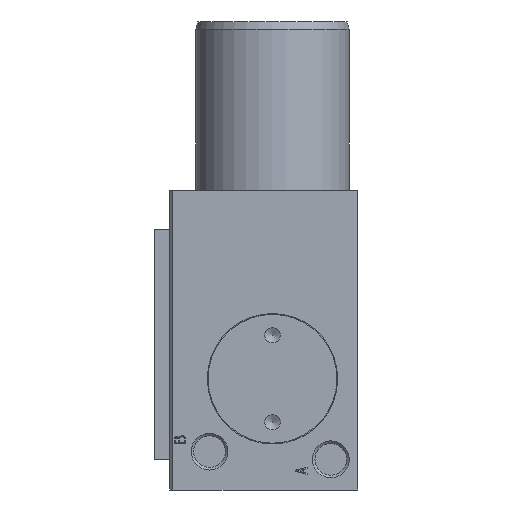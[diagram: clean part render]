
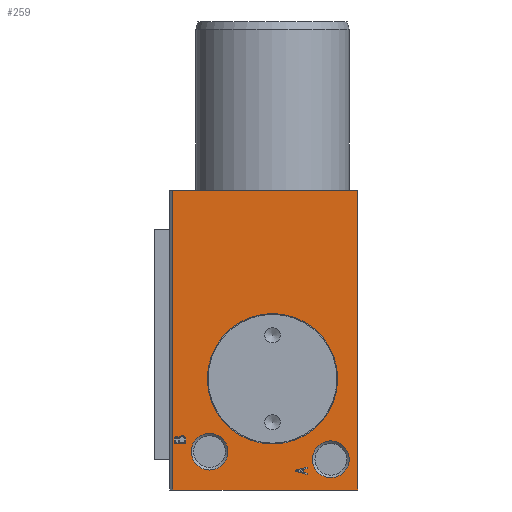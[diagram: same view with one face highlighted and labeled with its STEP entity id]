
A CAD part, left-side view. The second image highlights one B-rep face of the part: STEP entity #259.
In plain terms, the highlighted face is planar.
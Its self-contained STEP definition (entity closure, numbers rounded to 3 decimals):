
#259 = ADVANCED_FACE( '', ( #434, #435, #436, #437, #438, #439 ), #440, .F. );
#434 = FACE_BOUND( '', #870, .T. );
#435 = FACE_BOUND( '', #871, .T. );
#436 = FACE_BOUND( '', #872, .T. );
#437 = FACE_OUTER_BOUND( '', #873, .T. );
#438 = FACE_BOUND( '', #874, .T. );
#439 = FACE_BOUND( '', #875, .T. );
#440 = PLANE( '', #876 );
#870 = EDGE_LOOP( '', ( #1335, #1336, #1337, #1338, #1339 ) );
#871 = EDGE_LOOP( '', ( #1340 ) );
#872 = EDGE_LOOP( '', ( #1341 ) );
#873 = EDGE_LOOP( '', ( #1342, #1343, #1344, #1345 ) );
#874 = EDGE_LOOP( '', ( #1346 ) );
#875 = EDGE_LOOP( '', ( #1347, #1348, #1349, #1350, #1351, #1352, #1353, #1354 ) );
#876 = AXIS2_PLACEMENT_3D( '', #1355, #1356, #1357 );
#1335 = ORIENTED_EDGE( '', *, *, #2465, .F. );
#1336 = ORIENTED_EDGE( '', *, *, #2466, .F. );
#1337 = ORIENTED_EDGE( '', *, *, #2467, .F. );
#1338 = ORIENTED_EDGE( '', *, *, #2468, .F. );
#1339 = ORIENTED_EDGE( '', *, *, #2469, .F. );
#1340 = ORIENTED_EDGE( '', *, *, #2470, .T. );
#1341 = ORIENTED_EDGE( '', *, *, #2471, .F. );
#1342 = ORIENTED_EDGE( '', *, *, #2472, .T. );
#1343 = ORIENTED_EDGE( '', *, *, #2473, .F. );
#1344 = ORIENTED_EDGE( '', *, *, #2474, .F. );
#1345 = ORIENTED_EDGE( '', *, *, #2475, .T. );
#1346 = ORIENTED_EDGE( '', *, *, #2476, .F. );
#1347 = ORIENTED_EDGE( '', *, *, #2477, .T. );
#1348 = ORIENTED_EDGE( '', *, *, #2478, .T. );
#1349 = ORIENTED_EDGE( '', *, *, #2479, .T. );
#1350 = ORIENTED_EDGE( '', *, *, #2480, .T. );
#1351 = ORIENTED_EDGE( '', *, *, #2481, .T. );
#1352 = ORIENTED_EDGE( '', *, *, #2482, .T. );
#1353 = ORIENTED_EDGE( '', *, *, #2483, .T. );
#1354 = ORIENTED_EDGE( '', *, *, #2484, .T. );
#1355 = CARTESIAN_POINT( '', ( 19.5, 3.5, -33. ) );
#1356 = DIRECTION( '', ( 0., 0., 1. ) );
#1357 = DIRECTION( '', ( 1., 0., 0. ) );
#2465 = EDGE_CURVE( '', #2806, #2807, #2808, .T. );
#2466 = EDGE_CURVE( '', #2809, #2806, #2810, .T. );
#2467 = EDGE_CURVE( '', #2811, #2809, #2812, .T. );
#2468 = EDGE_CURVE( '', #2813, #2811, #2814, .T. );
#2469 = EDGE_CURVE( '', #2807, #2813, #2815, .T. );
#2470 = EDGE_CURVE( '', #2816, #2816, #2817, .T. );
#2471 = EDGE_CURVE( '', #2818, #2818, #2819, .F. );
#2472 = EDGE_CURVE( '', #2820, #2821, #2822, .T. );
#2473 = EDGE_CURVE( '', #2823, #2821, #2824, .T. );
#2474 = EDGE_CURVE( '', #2825, #2823, #2826, .T. );
#2475 = EDGE_CURVE( '', #2825, #2820, #2827, .T. );
#2476 = EDGE_CURVE( '', #2828, #2828, #2829, .F. );
#2477 = EDGE_CURVE( '', #2830, #2831, #2832, .T. );
#2478 = EDGE_CURVE( '', #2831, #2833, #2834, .T. );
#2479 = EDGE_CURVE( '', #2833, #2835, #2836, .T. );
#2480 = EDGE_CURVE( '', #2835, #2837, #2838, .T. );
#2481 = EDGE_CURVE( '', #2837, #2839, #2840, .T. );
#2482 = EDGE_CURVE( '', #2839, #2841, #2842, .T. );
#2483 = EDGE_CURVE( '', #2841, #2843, #2844, .T. );
#2484 = EDGE_CURVE( '', #2843, #2830, #2845, .T. );
#2806 = VERTEX_POINT( '', #3415 );
#2807 = VERTEX_POINT( '', #3416 );
#2808 = LINE( '', #3417, #3418 );
#2809 = VERTEX_POINT( '', #3419 );
#2810 = LINE( '', #3420, #3421 );
#2811 = VERTEX_POINT( '', #3422 );
#2812 = CIRCLE( '', #3423, 0.326 );
#2813 = VERTEX_POINT( '', #3424 );
#2814 = CIRCLE( '', #3425, 0.465 );
#2815 = LINE( '', #3426, #3427 );
#2816 = VERTEX_POINT( '', #3428 );
#2817 = CIRCLE( '', #3429, 8.5 );
#2818 = VERTEX_POINT( '', #3430 );
#2819 = CIRCLE( '', #3431, 2.4 );
#2820 = VERTEX_POINT( '', #3432 );
#2821 = VERTEX_POINT( '', #3433 );
#2822 = LINE( '', #3434, #3435 );
#2823 = VERTEX_POINT( '', #3436 );
#2824 = LINE( '', #3437, #3438 );
#2825 = VERTEX_POINT( '', #3439 );
#2826 = LINE( '', #3440, #3441 );
#2827 = LINE( '', #3442, #3443 );
#2828 = VERTEX_POINT( '', #3444 );
#2829 = CIRCLE( '', #3445, 2.4 );
#2830 = VERTEX_POINT( '', #3446 );
#2831 = VERTEX_POINT( '', #3447 );
#2832 = LINE( '', #3448, #3449 );
#2833 = VERTEX_POINT( '', #3450 );
#2834 = LINE( '', #3451, #3452 );
#2835 = VERTEX_POINT( '', #3453 );
#2836 = LINE( '', #3454, #3455 );
#2837 = VERTEX_POINT( '', #3456 );
#2838 = LINE( '', #3457, #3458 );
#2839 = VERTEX_POINT( '', #3459 );
#2840 = LINE( '', #3460, #3461 );
#2841 = VERTEX_POINT( '', #3462 );
#2842 = LINE( '', #3463, #3464 );
#2843 = VERTEX_POINT( '', #3465 );
#2844 = LINE( '', #3466, #3467 );
#2845 = LINE( '', #3468, #3469 );
#3415 = CARTESIAN_POINT( '', ( 13.45, 27.4, -33. ) );
#3416 = CARTESIAN_POINT( '', ( 13.45, 25.9, -33. ) );
#3417 = CARTESIAN_POINT( '', ( 13.45, 27.4, -33. ) );
#3418 = VECTOR( '', #4166, 1000. );
#3419 = CARTESIAN_POINT( '', ( 12.85, 27.4, -33. ) );
#3420 = CARTESIAN_POINT( '', ( 12.85, 27.4, -33. ) );
#3421 = VECTOR( '', #4167, 1000. );
#3422 = CARTESIAN_POINT( '', ( 12.7, 26.8, -33. ) );
#3423 = AXIS2_PLACEMENT_3D( '', #4168, #4169, #4170 );
#3424 = CARTESIAN_POINT( '', ( 12.85, 25.9, -33. ) );
#3425 = AXIS2_PLACEMENT_3D( '', #4171, #4172, #4173 );
#3426 = CARTESIAN_POINT( '', ( 13.45, 25.9, -33. ) );
#3427 = VECTOR( '', #4174, 1000. );
#3428 = CARTESIAN_POINT( '', ( 13.5, 14.6, -33. ) );
#3429 = AXIS2_PLACEMENT_3D( '', #4175, #4176, #4177 );
#3430 = CARTESIAN_POINT( '', ( 16.9, 22.8, -33. ) );
#3431 = AXIS2_PLACEMENT_3D( '', #4178, #4179, #4180 );
#3432 = CARTESIAN_POINT( '', ( -19.5, 3.5, -33. ) );
#3433 = CARTESIAN_POINT( '', ( -19.5, 27.6, -33. ) );
#3434 = CARTESIAN_POINT( '', ( -19.5, 3.5, -33. ) );
#3435 = VECTOR( '', #4181, 1000. );
#3436 = CARTESIAN_POINT( '', ( 19.5, 27.6, -33. ) );
#3437 = CARTESIAN_POINT( '', ( 19.5, 27.6, -33. ) );
#3438 = VECTOR( '', #4182, 1000. );
#3439 = CARTESIAN_POINT( '', ( 19.5, 3.5, -33. ) );
#3440 = CARTESIAN_POINT( '', ( 19.5, 3.5, -33. ) );
#3441 = VECTOR( '', #4183, 1000. );
#3442 = CARTESIAN_POINT( '', ( 19.5, 3.5, -33. ) );
#3443 = VECTOR( '', #4184, 1000. );
#3444 = CARTESIAN_POINT( '', ( 17.9, 7., -33. ) );
#3445 = AXIS2_PLACEMENT_3D( '', #4185, #4186, #4187 );
#3446 = CARTESIAN_POINT( '', ( 16.925, 11.6, -33. ) );
#3447 = CARTESIAN_POINT( '', ( 16.55, 10.1, -33. ) );
#3448 = CARTESIAN_POINT( '', ( 16.925, 11.6, -33. ) );
#3449 = VECTOR( '', #4188, 1000. );
#3450 = CARTESIAN_POINT( '', ( 16.7, 10.1, -33. ) );
#3451 = CARTESIAN_POINT( '', ( 16.55, 10.1, -33. ) );
#3452 = VECTOR( '', #4189, 1000. );
#3453 = CARTESIAN_POINT( '', ( 16.8, 10.55, -33. ) );
#3454 = CARTESIAN_POINT( '', ( 16.7, 10.1, -33. ) );
#3455 = VECTOR( '', #4190, 1000. );
#3456 = CARTESIAN_POINT( '', ( 17.2, 10.55, -33. ) );
#3457 = CARTESIAN_POINT( '', ( 16.8, 10.55, -33. ) );
#3458 = VECTOR( '', #4191, 1000. );
#3459 = CARTESIAN_POINT( '', ( 17.3, 10.1, -33. ) );
#3460 = CARTESIAN_POINT( '', ( 17.2, 10.55, -33. ) );
#3461 = VECTOR( '', #4192, 1000. );
#3462 = CARTESIAN_POINT( '', ( 17.45, 10.1, -33. ) );
#3463 = CARTESIAN_POINT( '', ( 17.3, 10.1, -33. ) );
#3464 = VECTOR( '', #4193, 1000. );
#3465 = CARTESIAN_POINT( '', ( 17.075, 11.6, -33. ) );
#3466 = CARTESIAN_POINT( '', ( 17.45, 10.1, -33. ) );
#3467 = VECTOR( '', #4194, 1000. );
#3468 = CARTESIAN_POINT( '', ( 17.075, 11.6, -33. ) );
#3469 = VECTOR( '', #4195, 1000. );
#4166 = DIRECTION( '', ( 0., -1., 0. ) );
#4167 = DIRECTION( '', ( 1., 0., 0. ) );
#4168 = CARTESIAN_POINT( '', ( 12.875, 27.075, -33. ) );
#4169 = DIRECTION( '', ( 0., 0., -1. ) );
#4170 = DIRECTION( '', ( -1., 0., 0. ) );
#4171 = CARTESIAN_POINT( '', ( 12.865, 26.365, -33. ) );
#4172 = DIRECTION( '', ( 0., 0., -1. ) );
#4173 = DIRECTION( '', ( -1., 0., 0. ) );
#4174 = DIRECTION( '', ( -1., 0., 0. ) );
#4175 = CARTESIAN_POINT( '', ( 5., 14.6, -33. ) );
#4176 = DIRECTION( '', ( 0., 0., 1. ) );
#4177 = DIRECTION( '', ( 1., 0., 0. ) );
#4178 = CARTESIAN_POINT( '', ( 14.5, 22.8, -33. ) );
#4179 = DIRECTION( '', ( 0., 0., 1. ) );
#4180 = DIRECTION( '', ( 1., 0., 0. ) );
#4181 = DIRECTION( '', ( 0., 1., 0. ) );
#4182 = DIRECTION( '', ( -1., 0., 0. ) );
#4183 = DIRECTION( '', ( 0., 1., 0. ) );
#4184 = DIRECTION( '', ( -1., 0., 0. ) );
#4185 = CARTESIAN_POINT( '', ( 15.5, 7., -33. ) );
#4186 = DIRECTION( '', ( 0., 0., 1. ) );
#4187 = DIRECTION( '', ( 1., 0., 0. ) );
#4188 = DIRECTION( '', ( -0.243, -0.97, 0. ) );
#4189 = DIRECTION( '', ( 1., 0., 0. ) );
#4190 = DIRECTION( '', ( 0.217, 0.976, 0. ) );
#4191 = DIRECTION( '', ( 1., 0., 0. ) );
#4192 = DIRECTION( '', ( 0.217, -0.976, 0. ) );
#4193 = DIRECTION( '', ( 1., 0., 0. ) );
#4194 = DIRECTION( '', ( -0.243, 0.97, 0. ) );
#4195 = DIRECTION( '', ( -1., 0., 0. ) );
